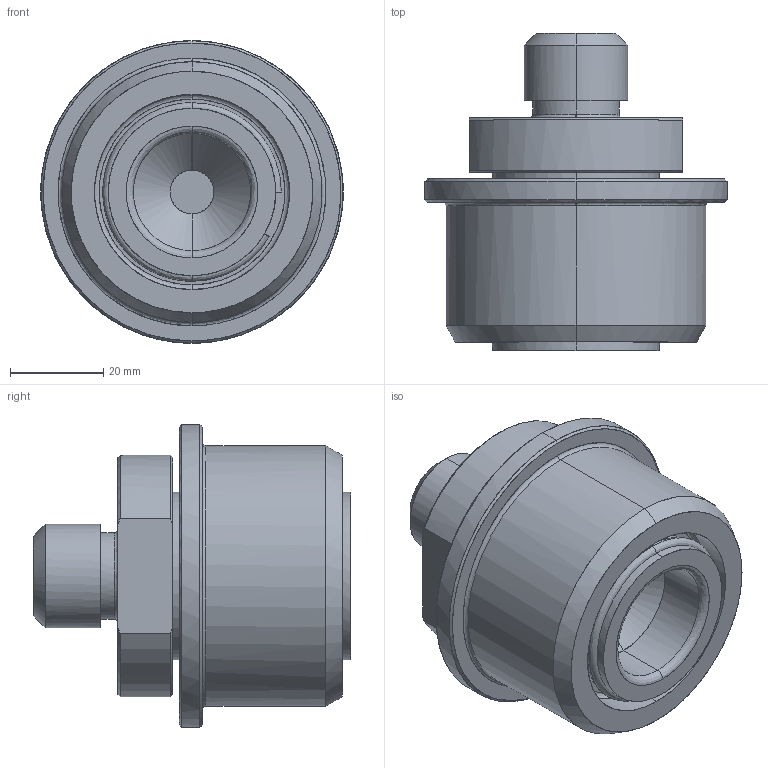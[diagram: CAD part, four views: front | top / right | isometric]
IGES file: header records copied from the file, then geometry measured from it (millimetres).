
Start section: SolidWorks IGES file using NURBS representation for surfaces
Global section: file name: ALBA 502.IGS; native system: SolidWorks 2007; preprocessor: SolidWorks 2007; author: user; date: 080827.061607; units: inch
Bounding box: 64.93 x 68.2 x 65.02 mm (x, y, z)
Surface area: 28044 mm2 (no closed solid volume)
Topology: 0 solids, 0 shells, 69 faces, 1234 edges, 1234 vertices
Faces by surface type: bspline 69
